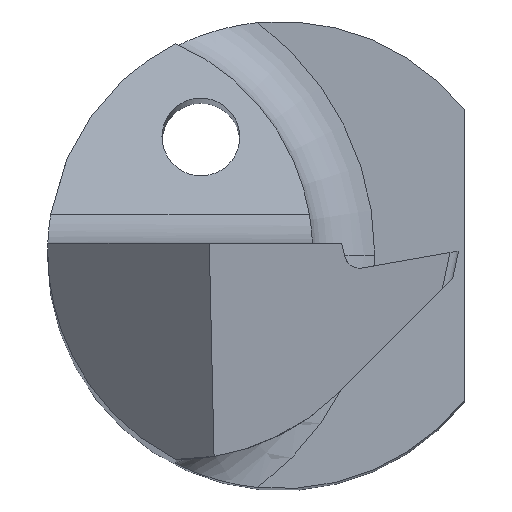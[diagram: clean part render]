
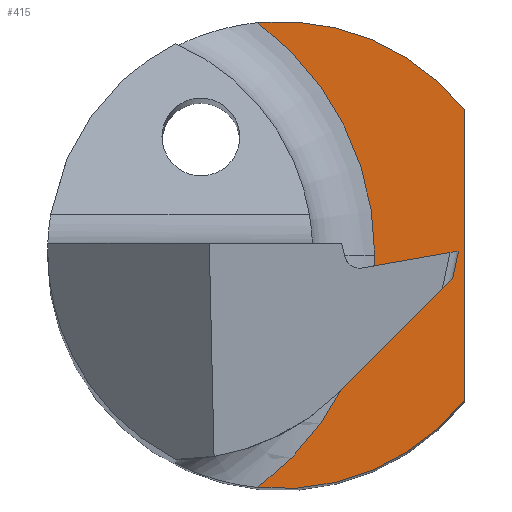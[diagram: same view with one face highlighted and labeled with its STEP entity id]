
A CAD part, top view. The second image highlights one B-rep face of the part: STEP entity #415.
In plain terms, the highlighted planar face has unit normal (0, 0, 1).
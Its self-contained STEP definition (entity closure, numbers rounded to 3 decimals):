
#3 = AXIS2_PLACEMENT_3D ( 'NONE', #399, #777, #920 ) ;
#5 = AXIS2_PLACEMENT_3D ( 'NONE', #533, #153, #309 ) ;
#12 = CARTESIAN_POINT ( 'NONE',  ( 2.35, 1.865, 15.005 ) ) ;
#44 = VERTEX_POINT ( 'NONE', #341 ) ;
#153 = DIRECTION ( 'NONE',  ( 0., 0., -1. ) ) ;
#155 = LINE ( 'NONE', #12, #924 ) ;
#208 = CARTESIAN_POINT ( 'NONE',  ( 2.35, -1.865, 15.005 ) ) ;
#238 = DIRECTION ( 'NONE',  ( 0., 1., 0. ) ) ;
#249 = DIRECTION ( 'NONE',  ( 0., 0., -1. ) ) ;
#277 = PLANE ( 'NONE',  #806 ) ;
#305 = CIRCLE ( 'NONE', #681, 3.714 ) ;
#309 = DIRECTION ( 'NONE',  ( 1., 0., 0. ) ) ;
#320 = CARTESIAN_POINT ( 'NONE',  ( -2.514, 0., 15.005 ) ) ;
#341 = CARTESIAN_POINT ( 'NONE',  ( 1.2, 0., 15.005 ) ) ;
#347 = VERTEX_POINT ( 'NONE', #790 ) ;
#362 = CARTESIAN_POINT ( 'NONE',  ( 2.35, 1.865, 15.005 ) ) ;
#365 = EDGE_CURVE ( 'NONE', #347, #697, #439, .T. ) ;
#399 = CARTESIAN_POINT ( 'NONE',  ( 0., 0., 15.005 ) ) ;
#415 = ADVANCED_FACE ( 'NONE', ( #815 ), #277, .T. ) ;
#426 = DIRECTION ( 'NONE',  ( 1., 0., 0. ) ) ;
#427 = AXIS2_PLACEMENT_3D ( 'NONE', #812, #673, #426 ) ;
#439 = CIRCLE ( 'NONE', #3, 3. ) ;
#444 = ORIENTED_EDGE ( 'NONE', *, *, #913, .T. ) ;
#445 = EDGE_CURVE ( 'NONE', #697, #512, #155, .T. ) ;
#492 = EDGE_LOOP ( 'NONE', ( #541, #444, #511, #634, #953 ) ) ;
#511 = ORIENTED_EDGE ( 'NONE', *, *, #608, .T. ) ;
#512 = VERTEX_POINT ( 'NONE', #362 ) ;
#523 = DIRECTION ( 'NONE',  ( 1., 0., 0. ) ) ;
#533 = CARTESIAN_POINT ( 'NONE',  ( -2.514, 0., 15.005 ) ) ;
#538 = CARTESIAN_POINT ( 'NONE',  ( -0.304, 2.985, 15.005 ) ) ;
#541 = ORIENTED_EDGE ( 'NONE', *, *, #770, .T. ) ;
#551 = DIRECTION ( 'NONE',  ( 1., 0., 0. ) ) ;
#599 = CIRCLE ( 'NONE', #427, 3. ) ;
#608 = EDGE_CURVE ( 'NONE', #44, #347, #305, .T. ) ;
#634 = ORIENTED_EDGE ( 'NONE', *, *, #365, .T. ) ;
#669 = CARTESIAN_POINT ( 'NONE',  ( -0.402, -0.122, 15.005 ) ) ;
#673 = DIRECTION ( 'NONE',  ( 0., 0., 1. ) ) ;
#681 = AXIS2_PLACEMENT_3D ( 'NONE', #320, #249, #551 ) ;
#697 = VERTEX_POINT ( 'NONE', #208 ) ;
#728 = CIRCLE ( 'NONE', #5, 3.714 ) ;
#770 = EDGE_CURVE ( 'NONE', #512, #888, #599, .T. ) ;
#777 = DIRECTION ( 'NONE',  ( 0., 0., 1. ) ) ;
#790 = CARTESIAN_POINT ( 'NONE',  ( -0.304, -2.985, 15.005 ) ) ;
#806 = AXIS2_PLACEMENT_3D ( 'NONE', #669, #821, #523 ) ;
#812 = CARTESIAN_POINT ( 'NONE',  ( 0., 0., 15.005 ) ) ;
#815 = FACE_OUTER_BOUND ( 'NONE', #492, .T. ) ;
#821 = DIRECTION ( 'NONE',  ( 0., 0., 1. ) ) ;
#888 = VERTEX_POINT ( 'NONE', #538 ) ;
#913 = EDGE_CURVE ( 'NONE', #888, #44, #728, .T. ) ;
#920 = DIRECTION ( 'NONE',  ( 1., 0., 0. ) ) ;
#924 = VECTOR ( 'NONE', #238, 1000. ) ;
#953 = ORIENTED_EDGE ( 'NONE', *, *, #445, .T. ) ;
